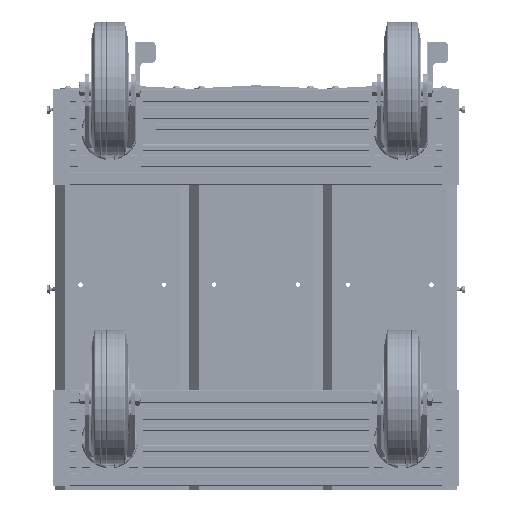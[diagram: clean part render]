
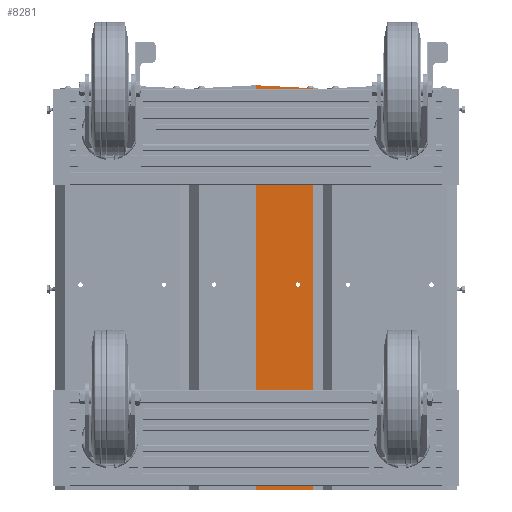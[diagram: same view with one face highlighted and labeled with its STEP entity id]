
A CAD part, front view. The second image highlights one B-rep face of the part: STEP entity #8281.
In plain terms, the highlighted face is planar.
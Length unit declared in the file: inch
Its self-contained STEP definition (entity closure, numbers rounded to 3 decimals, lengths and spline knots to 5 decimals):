
#8 = CARTESIAN_POINT ( 'NONE',  ( -4., 0., -12.105 ) ) ;
#15 = CARTESIAN_POINT ( 'NONE',  ( -4., 0., 12.105 ) ) ;
#93 = CARTESIAN_POINT ( 'NONE',  ( -4., 3.4375, 12.105 ) ) ;
#94 = CARTESIAN_POINT ( 'NONE',  ( -4., 3.4375, -11.92453 ) ) ;
#353 = AXIS2_PLACEMENT_3D ( 'NONE', #4027, #4028, #4029 ) ;
#355 = AXIS2_PLACEMENT_3D ( 'NONE', #4044, #4045, #4046 ) ;
#415 = AXIS2_PLACEMENT_3D ( 'NONE', #4506, #4514, #4515 ) ;
#416 = AXIS2_PLACEMENT_3D ( 'NONE', #4526, #4527, #4528 ) ;
#2227 = CIRCLE ( 'NONE', #353, 0.133 ) ;
#2235 = CIRCLE ( 'NONE', #355, 0.133 ) ;
#2323 = LINE ( 'NONE', #4184, #2324 ) ;
#2324 = VECTOR ( 'NONE', #4185, 39.37008 ) ;
#4027 = CARTESIAN_POINT ( 'NONE',  ( -4., 2.5, -0.17453 ) ) ;
#4028 = DIRECTION ( 'NONE',  ( -1., 0., 0. ) ) ;
#4029 = DIRECTION ( 'NONE',  ( 0., -1., 0. ) ) ;
#4044 = CARTESIAN_POINT ( 'NONE',  ( -4., 2.5, -10.67453 ) ) ;
#4045 = DIRECTION ( 'NONE',  ( -1., 0., 0. ) ) ;
#4046 = DIRECTION ( 'NONE',  ( 0., -1., 0. ) ) ;
#4184 = CARTESIAN_POINT ( 'NONE',  ( -4., 0., 12.105 ) ) ;
#4185 = DIRECTION ( 'NONE',  ( 0., 0., 1. ) ) ;
#4468 = CARTESIAN_POINT ( 'NONE',  ( -4., 3.4375, 12.105 ) ) ;
#4469 = DIRECTION ( 'NONE',  ( 0., 0., -1. ) ) ;
#4502 = CARTESIAN_POINT ( 'NONE',  ( -4., 4., 12.105 ) ) ;
#4503 = DIRECTION ( 'NONE',  ( 0., -1., 0. ) ) ;
#4506 = CARTESIAN_POINT ( 'NONE',  ( -4., 2.5, -10.67453 ) ) ;
#4514 = DIRECTION ( 'NONE',  ( -1., 0., 0. ) ) ;
#4515 = DIRECTION ( 'NONE',  ( 0., -1., 0. ) ) ;
#4526 = CARTESIAN_POINT ( 'NONE',  ( -4., 2.5, -0.17453 ) ) ;
#4527 = DIRECTION ( 'NONE',  ( -1., 0., 0. ) ) ;
#4528 = DIRECTION ( 'NONE',  ( 0., -1., 0. ) ) ;
#4626 = CARTESIAN_POINT ( 'NONE',  ( -4., 4., -11.895 ) ) ;
#4627 = DIRECTION ( 'NONE',  ( 0., -0.999, -0.052 ) ) ;
#4989 = LINE ( 'NONE', #4468, #4990 ) ;
#4990 = VECTOR ( 'NONE', #4469, 39.37008 ) ;
#5012 = LINE ( 'NONE', #4502, #5013 ) ;
#5013 = VECTOR ( 'NONE', #4503, 39.37008 ) ;
#5018 = CIRCLE ( 'NONE', #415, 0.133 ) ;
#5027 = CIRCLE ( 'NONE', #416, 0.133 ) ;
#5121 = LINE ( 'NONE', #4626, #5122 ) ;
#5122 = VECTOR ( 'NONE', #4627, 39.37008 ) ;
#8281 = ADVANCED_FACE ( 'NONE', ( #25958, #25956, #25961 ), #27900, .F. ) ;
#16255 = VERTEX_POINT ( 'NONE', #44459 ) ;
#16256 = VERTEX_POINT ( 'NONE', #44460 ) ;
#16259 = VERTEX_POINT ( 'NONE', #44463 ) ;
#16260 = VERTEX_POINT ( 'NONE', #44464 ) ;
#16309 = VERTEX_POINT ( 'NONE', #8 ) ;
#16316 = VERTEX_POINT ( 'NONE', #15 ) ;
#16394 = VERTEX_POINT ( 'NONE', #93 ) ;
#16395 = VERTEX_POINT ( 'NONE', #94 ) ;
#17208 = EDGE_CURVE ( 'NONE', #16255, #16256, #2227, .T. ) ;
#17214 = EDGE_CURVE ( 'NONE', #16259, #16260, #2235, .T. ) ;
#17272 = EDGE_CURVE ( 'NONE', #16309, #16316, #2323, .T. ) ;
#17989 = ORIENTED_EDGE ( 'NONE', *, *, #18784, .F. ) ;
#17990 = ORIENTED_EDGE ( 'NONE', *, *, #17208, .F. ) ;
#17991 = ORIENTED_EDGE ( 'NONE', *, *, #18779, .F. ) ;
#17992 = ORIENTED_EDGE ( 'NONE', *, *, #17214, .F. ) ;
#17993 = ORIENTED_EDGE ( 'NONE', *, *, #18833, .T. ) ;
#17994 = ORIENTED_EDGE ( 'NONE', *, *, #17272, .T. ) ;
#17995 = ORIENTED_EDGE ( 'NONE', *, *, #18775, .F. ) ;
#17996 = ORIENTED_EDGE ( 'NONE', *, *, #18761, .T. ) ;
#18183 = EDGE_LOOP ( 'NONE', ( #17989, #17990 ) ) ;
#18185 = EDGE_LOOP ( 'NONE', ( #17991, #17992 ) ) ;
#18186 = EDGE_LOOP ( 'NONE', ( #17993, #17994, #17995, #17996 ) ) ;
#18761 = EDGE_CURVE ( 'NONE', #16394, #16395, #4989, .T. ) ;
#18775 = EDGE_CURVE ( 'NONE', #16394, #16316, #5012, .T. ) ;
#18779 = EDGE_CURVE ( 'NONE', #16260, #16259, #5018, .T. ) ;
#18784 = EDGE_CURVE ( 'NONE', #16256, #16255, #5027, .T. ) ;
#18833 = EDGE_CURVE ( 'NONE', #16395, #16309, #5121, .T. ) ;
#25956 = FACE_BOUND ( 'NONE', #18185, .T. ) ;
#25958 = FACE_BOUND ( 'NONE', #18183, .T. ) ;
#25961 = FACE_OUTER_BOUND ( 'NONE', #18186, .T. ) ;
#26945 = AXIS2_PLACEMENT_3D ( 'NONE', #27895, #27901, #27902 ) ;
#27895 = CARTESIAN_POINT ( 'NONE',  ( -4., 4., 12.105 ) ) ;
#27900 = PLANE ( 'NONE',  #26945 ) ;
#27901 = DIRECTION ( 'NONE',  ( 1., 0., 0. ) ) ;
#27902 = DIRECTION ( 'NONE',  ( 0., 1., 0. ) ) ;
#44459 = CARTESIAN_POINT ( 'NONE',  ( -4., 2.633, -0.17453 ) ) ;
#44460 = CARTESIAN_POINT ( 'NONE',  ( -4., 2.367, -0.17453 ) ) ;
#44463 = CARTESIAN_POINT ( 'NONE',  ( -4., 2.633, -10.67453 ) ) ;
#44464 = CARTESIAN_POINT ( 'NONE',  ( -4., 2.367, -10.67453 ) ) ;
